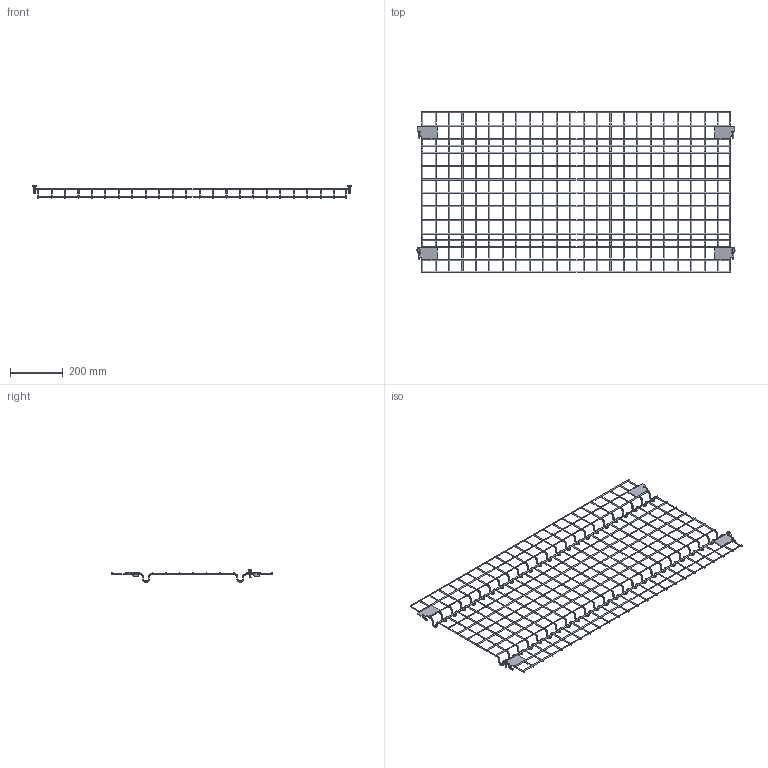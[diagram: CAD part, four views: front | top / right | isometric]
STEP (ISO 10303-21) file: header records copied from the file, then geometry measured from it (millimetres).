
FILE_DESCRIPTION (( 'STEP AP214' ), '1' );
FILE_NAME ('X04624.STEP', '2024-02-23T11:13:25', ( '' ), ( '' ), 'SwSTEP 2.0', 'SolidWorks 2023', '' );
FILE_SCHEMA (( 'AUTOMOTIVE_DESIGN' ));
Length unit declared in the file: inch
Products named in the file (1): X04624
Bounding box: 1201.75 x 606.42 x 47.06 mm (x, y, z)
Volume: 484665.2 mm3; surface area: 465717.8 mm2
Topology: 47 solids, 47 shells, 641 faces, 1500 edges, 957 vertices
Faces by surface type: cylinder 267, bspline 204, plane 158, cone 12
Full cylindrical faces by diameter (mm): 4.064 x231, 4.763 x2, 5.105 x2, 6.229 x2, 6.35 x2
Entity records: 19117 total; most frequent: CARTESIAN_POINT 8002, DIRECTION 2164, ORIENTED_EDGE 1548, EDGE_LOOP 1100, FACE_OUTER_BOUND 1080, AXIS2_PLACEMENT_3D 980, EDGE_CURVE 774, VERTEX_POINT 682
